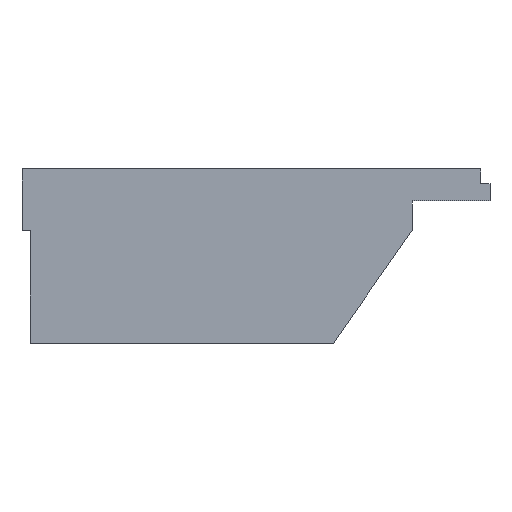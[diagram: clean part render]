
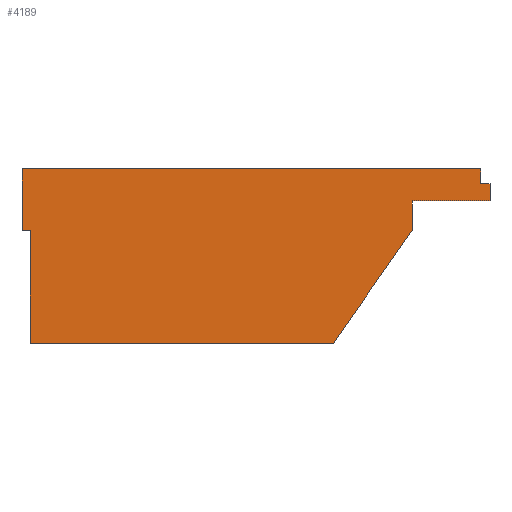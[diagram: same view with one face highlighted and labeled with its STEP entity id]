
A CAD part, front view. The second image highlights one B-rep face of the part: STEP entity #4189.
In plain terms, the highlighted planar face has unit normal (0, -1, 0).
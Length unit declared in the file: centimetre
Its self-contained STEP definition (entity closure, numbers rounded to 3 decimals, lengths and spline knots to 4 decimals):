
#444=VERTEX_POINT('',#5767);
#445=VERTEX_POINT('',#5769);
#499=VERTEX_POINT('',#5882);
#564=VERTEX_POINT('',#5981);
#734=VERTEX_POINT('',#6491);
#737=VERTEX_POINT('',#6496);
#739=VERTEX_POINT('',#6502);
#742=VERTEX_POINT('',#6515);
#768=VERTEX_POINT('',#6619);
#780=VERTEX_POINT('',#6652);
#781=VERTEX_POINT('',#6654);
#833=VECTOR('',#4692,1.);
#878=VECTOR('',#4833,1.);
#1045=VECTOR('',#5304,1.);
#1047=VECTOR('',#5307,1.);
#1050=VECTOR('',#5311,1.);
#1051=VECTOR('',#5321,1.);
#1082=VECTOR('',#5431,1.);
#1103=VECTOR('',#5453,1.);
#1128=VECTOR('',#5478,1.);
#1135=VECTOR('',#5492,1.);
#1170=VECTOR('',#5659,1.);
#1191=LINE('',#5768,#833);
#1236=LINE('',#5982,#878);
#1403=LINE('',#6497,#1045);
#1405=LINE('',#6501,#1047);
#1408=LINE('',#6506,#1050);
#1409=LINE('',#6514,#1051);
#1440=LINE('',#6618,#1082);
#1461=LINE('',#6653,#1103);
#1486=LINE('',#6688,#1128);
#1493=LINE('',#6702,#1135);
#1528=LINE('',#6844,#1170);
#1582=EDGE_CURVE('',#445,#444,#1191,.T.);
#1710=EDGE_CURVE('',#499,#564,#1236,.T.);
#1969=EDGE_CURVE('',#737,#734,#1403,.T.);
#1971=EDGE_CURVE('',#739,#734,#1405,.T.);
#1974=EDGE_CURVE('',#737,#445,#1408,.T.);
#1977=EDGE_CURVE('',#742,#739,#1409,.T.);
#2026=EDGE_CURVE('',#564,#768,#1440,.T.);
#2047=EDGE_CURVE('',#781,#780,#1461,.T.);
#2072=EDGE_CURVE('',#444,#499,#1486,.T.);
#2079=EDGE_CURVE('',#768,#781,#1493,.T.);
#2132=EDGE_CURVE('',#742,#780,#1528,.T.);
#3322=ORIENTED_EDGE('',*,*,#2026,.T.);
#3323=ORIENTED_EDGE('',*,*,#2079,.T.);
#3324=ORIENTED_EDGE('',*,*,#2047,.T.);
#3325=ORIENTED_EDGE('',*,*,#2132,.F.);
#3326=ORIENTED_EDGE('',*,*,#1977,.T.);
#3327=ORIENTED_EDGE('',*,*,#1971,.T.);
#3328=ORIENTED_EDGE('',*,*,#1969,.F.);
#3329=ORIENTED_EDGE('',*,*,#1974,.T.);
#3330=ORIENTED_EDGE('',*,*,#1582,.T.);
#3331=ORIENTED_EDGE('',*,*,#2072,.T.);
#3332=ORIENTED_EDGE('',*,*,#1710,.T.);
#3650=EDGE_LOOP('',(#3322,#3323,#3324,#3325,#3326,#3327,#3328,#3329,#3330,
#3331,#3332));
#3961=FACE_BOUND('',#3650,.T.);
#4189=ADVANCED_FACE('',(#3961),#6962,.T.);
#4599=AXIS2_PLACEMENT_3D('',#6845,#5660,$);
#4692=DIRECTION('',(-1.,0.,0.));
#4833=DIRECTION('',(1.,0.,0.));
#5304=DIRECTION('',(1.,0.,0.));
#5307=DIRECTION('',(0.,0.,1.));
#5311=DIRECTION('',(0.,0.,1.));
#5321=DIRECTION('',(1.,0.,0.));
#5431=DIRECTION('',(0.,0.,-1.));
#5453=DIRECTION('',(0.573,0.,0.819));
#5478=DIRECTION('',(0.,0.,-1.));
#5492=DIRECTION('',(1.,0.,0.));
#5659=DIRECTION('',(0.,0.,-1.));
#5660=DIRECTION('',(0.,-1.,0.));
#5767=CARTESIAN_POINT('',(0.,0.,2.7));
#5768=CARTESIAN_POINT('',(20.,0.,2.7));
#5769=CARTESIAN_POINT('',(20.,0.,2.7));
#5882=CARTESIAN_POINT('',(0.,0.,0.));
#5981=CARTESIAN_POINT('',(0.35,0.,0.));
#5982=CARTESIAN_POINT('',(5.0875,0.,0.));
#6491=CARTESIAN_POINT('',(20.4,0.,2.05));
#6496=CARTESIAN_POINT('',(20.,0.,2.05));
#6497=CARTESIAN_POINT('',(20.,0.,2.05));
#6501=CARTESIAN_POINT('',(20.4,0.,1.3));
#6502=CARTESIAN_POINT('',(20.4,0.,1.3));
#6506=CARTESIAN_POINT('',(20.,0.,0.));
#6514=CARTESIAN_POINT('',(14.25,0.,1.3));
#6515=CARTESIAN_POINT('',(17.,0.,1.3));
#6618=CARTESIAN_POINT('',(0.35,0.,-1.2303));
#6619=CARTESIAN_POINT('',(0.35,0.,-4.9));
#6652=CARTESIAN_POINT('',(17.,0.,0.));
#6653=CARTESIAN_POINT('',(14.9915,0.,-2.8693));
#6654=CARTESIAN_POINT('',(13.57,0.,-4.9));
#6688=CARTESIAN_POINT('',(0.,0.,0.));
#6702=CARTESIAN_POINT('',(17.,0.,-4.9));
#6844=CARTESIAN_POINT('',(17.,0.,0.));
#6845=CARTESIAN_POINT('',(10.,0.,0.));
#6962=PLANE('',#4599);
